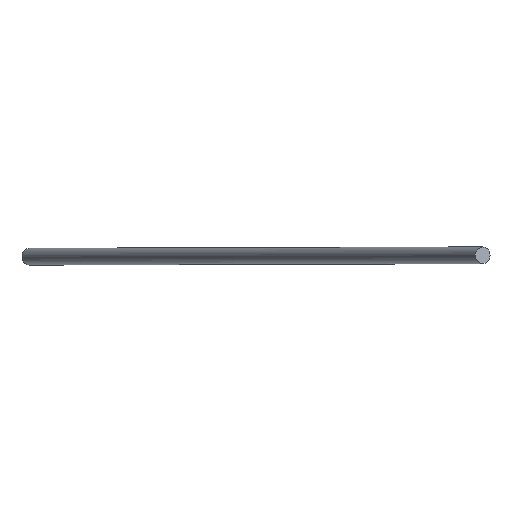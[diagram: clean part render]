
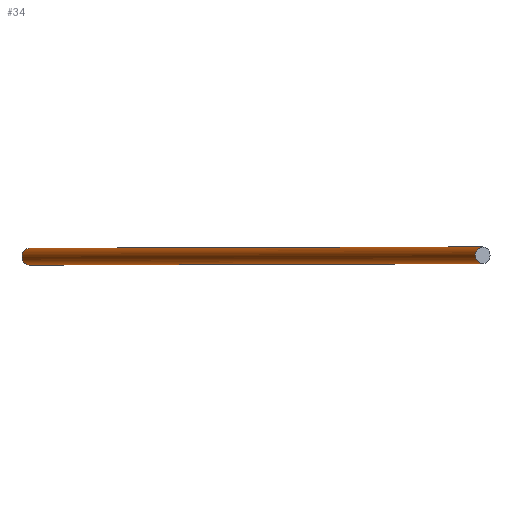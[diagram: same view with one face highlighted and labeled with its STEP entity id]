
A CAD part, top view. The second image highlights one B-rep face of the part: STEP entity #34.
In plain terms, the highlighted cylindrical face has radius 3.175 mm (diameter 6.35 mm), a full revolution.
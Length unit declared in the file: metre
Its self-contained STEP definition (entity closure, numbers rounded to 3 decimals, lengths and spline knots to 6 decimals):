
#12=CYLINDRICAL_SURFACE('',#51,0.003175);
#14=ORIENTED_EDGE('',*,*,#17,.F.);
#15=ORIENTED_EDGE('',*,*,#18,.T.);
#17=EDGE_CURVE('',#19,#19,#21,.T.);
#18=EDGE_CURVE('',#20,#20,#22,.T.);
#19=VERTEX_POINT('',#69);
#20=VERTEX_POINT('',#72);
#21=CIRCLE('',#50,0.003175);
#22=CIRCLE('',#52,0.003175);
#24=EDGE_LOOP('',(#14));
#25=EDGE_LOOP('',(#15));
#28=FACE_BOUND('',#24,.T.);
#29=FACE_BOUND('',#25,.T.);
#34=ADVANCED_FACE('',(#28,#29),#12,.T.);
#50=AXIS2_PLACEMENT_3D('',#68,#58,#59);
#51=AXIS2_PLACEMENT_3D('',#70,#60,#61);
#52=AXIS2_PLACEMENT_3D('',#71,#62,#63);
#58=DIRECTION('',(-0.501,0.,-0.866));
#59=DIRECTION('',(-0.866,0.,0.501));
#60=DIRECTION('',(-0.501,0.,-0.866));
#61=DIRECTION('',(-0.866,0.,0.501));
#62=DIRECTION('',(-0.501,0.,-0.866));
#63=DIRECTION('',(-0.866,0.,0.501));
#68=CARTESIAN_POINT('',(-0.278543,0.,-0.117381));
#69=CARTESIAN_POINT('',(-0.281292,0.,-0.115792));
#70=CARTESIAN_POINT('',(-0.193048,0.,0.030428));
#71=CARTESIAN_POINT('',(-0.107552,0.,0.178237));
#72=CARTESIAN_POINT('',(-0.1103,0.,0.179827));
